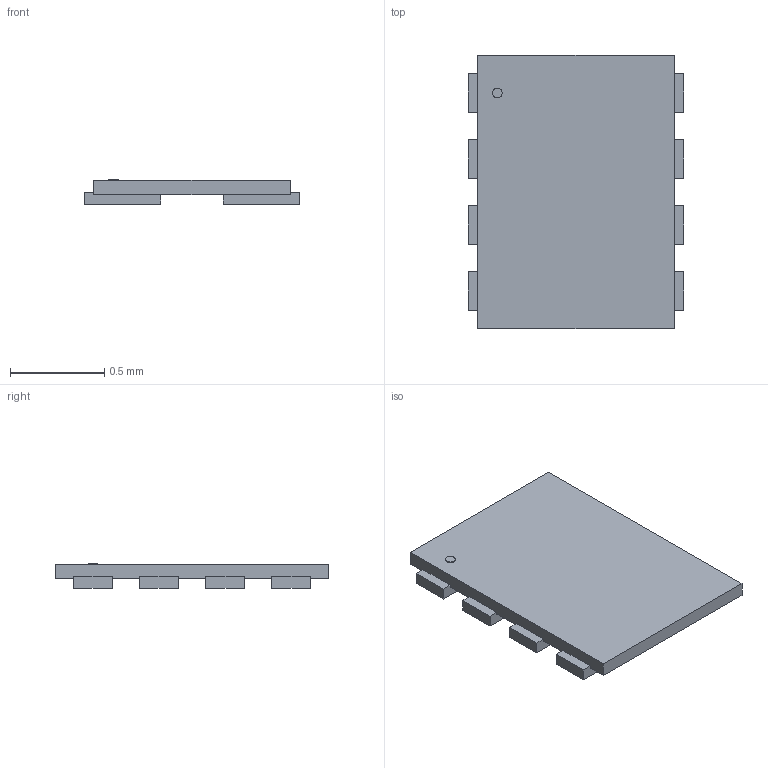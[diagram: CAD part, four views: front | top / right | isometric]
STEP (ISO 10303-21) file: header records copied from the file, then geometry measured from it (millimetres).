
FILE_DESCRIPTION(('STEP AP214'),'1');
FILE_NAME('DQE8','2019-09-12T01:30:47',(''),(''),'','','');
FILE_SCHEMA(('AUTOMOTIVE_DESIGN'));
Length unit declared in the file: millimetre
Products named in the file (1): product
Bounding box: 1.14 x 1.45 x 0.13 mm (x, y, z)
Volume: 0 mm3; surface area: 5.3 mm2
Topology: 1 solids, 71 shells, 73 faces, 315 edges, 314 vertices
Faces by surface type: plane 72, cylinder 1
Full cylindrical faces by diameter (mm): 0.052 x1
Entity records: 3550 total; most frequent: CARTESIAN_POINT 703, VERTEX_POINT 626, DIRECTION 466, ORIENTED_EDGE 316, EDGE_CURVE 314, LINE 312, VECTOR 312, AXIS2_PLACEMENT_3D 77
